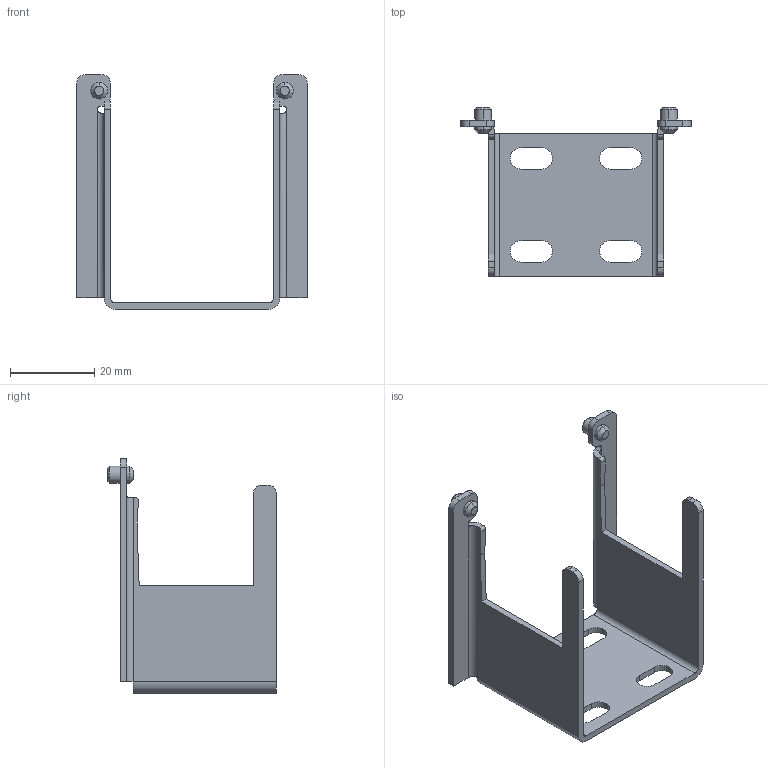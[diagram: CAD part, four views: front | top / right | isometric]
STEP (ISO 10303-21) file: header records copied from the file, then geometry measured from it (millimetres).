
FILE_DESCRIPTION (( 'STEP AP203' ), '1' );
FILE_NAME ('820024-50KIT.step', '2021-09-07T17:36:55', ( '' ), ( '' ), 'SwSTEP 2.0', 'SolidWorks 2021', '' );
FILE_SCHEMA (( 'CONFIG_CONTROL_DESIGN' ));
Length unit declared in the file: inch
Products named in the file (1): 820024-50KIT
Bounding box: 54.61 x 39.99 x 55.52 mm (x, y, z)
Volume: 6158.4 mm3; surface area: 8995.4 mm2
Topology: 1 solids, 1 shells, 114 faces, 302 edges, 196 vertices
Faces by surface type: plane 62, cylinder 44, cone 8
Entity records: 3645 total; most frequent: CARTESIAN_POINT 637, DIRECTION 624, ORIENTED_EDGE 604, EDGE_CURVE 302, AXIS2_PLACEMENT_3D 211, VECTOR 202, LINE 202, VERTEX_POINT 196
